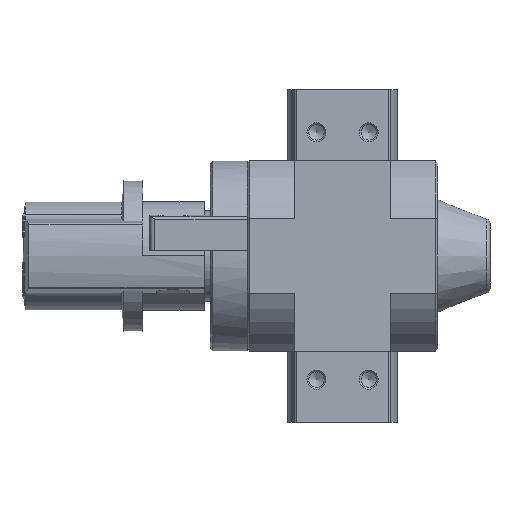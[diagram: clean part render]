
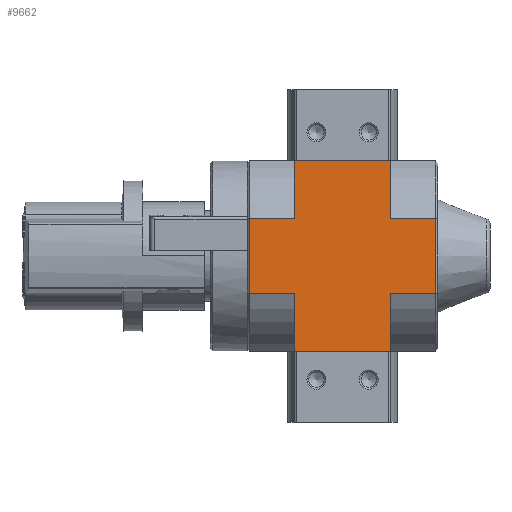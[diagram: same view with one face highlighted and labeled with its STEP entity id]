
A CAD part, left-side view. The second image highlights one B-rep face of the part: STEP entity #9662.
In plain terms, the highlighted face is planar.
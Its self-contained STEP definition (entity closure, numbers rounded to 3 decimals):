
#514=LINE('',#14126,#962);
#524=LINE('',#14182,#972);
#532=LINE('',#14197,#980);
#533=LINE('',#14200,#981);
#534=LINE('',#14202,#982);
#535=LINE('',#14203,#983);
#536=LINE('',#14205,#984);
#537=LINE('',#14207,#985);
#538=LINE('',#14209,#986);
#539=LINE('',#14211,#987);
#540=LINE('',#14212,#988);
#541=LINE('',#14214,#989);
#962=VECTOR('',#11631,1000.);
#972=VECTOR('',#11665,1000.);
#980=VECTOR('',#11675,1000.);
#981=VECTOR('',#11676,1000.);
#982=VECTOR('',#11677,1000.);
#983=VECTOR('',#11678,1000.);
#984=VECTOR('',#11679,1000.);
#985=VECTOR('',#11680,1000.);
#986=VECTOR('',#11681,1000.);
#987=VECTOR('',#11682,1000.);
#988=VECTOR('',#11683,1000.);
#989=VECTOR('',#11684,1000.);
#1771=ORIENTED_EDGE('',*,*,#3652,.T.);
#1772=ORIENTED_EDGE('',*,*,#3653,.F.);
#1773=ORIENTED_EDGE('',*,*,#3654,.T.);
#1774=ORIENTED_EDGE('',*,*,#3622,.T.);
#1775=ORIENTED_EDGE('',*,*,#3655,.F.);
#1776=ORIENTED_EDGE('',*,*,#3656,.T.);
#1777=ORIENTED_EDGE('',*,*,#3657,.F.);
#1778=ORIENTED_EDGE('',*,*,#3658,.T.);
#1779=ORIENTED_EDGE('',*,*,#3659,.F.);
#1780=ORIENTED_EDGE('',*,*,#3644,.T.);
#1781=ORIENTED_EDGE('',*,*,#3660,.T.);
#1782=ORIENTED_EDGE('',*,*,#3661,.F.);
#3622=EDGE_CURVE('',#4557,#4556,#514,.T.);
#3644=EDGE_CURVE('',#4575,#4574,#524,.T.);
#3652=EDGE_CURVE('',#4581,#4582,#532,.T.);
#3653=EDGE_CURVE('',#4583,#4582,#533,.F.);
#3654=EDGE_CURVE('',#4583,#4557,#534,.T.);
#3655=EDGE_CURVE('',#4584,#4556,#535,.T.);
#3656=EDGE_CURVE('',#4584,#4585,#536,.F.);
#3657=EDGE_CURVE('',#4586,#4585,#537,.T.);
#3658=EDGE_CURVE('',#4586,#4587,#538,.T.);
#3659=EDGE_CURVE('',#4575,#4587,#539,.T.);
#3660=EDGE_CURVE('',#4574,#4588,#540,.T.);
#3661=EDGE_CURVE('',#4581,#4588,#541,.T.);
#4556=VERTEX_POINT('',#14125);
#4557=VERTEX_POINT('',#14127);
#4574=VERTEX_POINT('',#14181);
#4575=VERTEX_POINT('',#14183);
#4581=VERTEX_POINT('',#14198);
#4582=VERTEX_POINT('',#14199);
#4583=VERTEX_POINT('',#14201);
#4584=VERTEX_POINT('',#14204);
#4585=VERTEX_POINT('',#14206);
#4586=VERTEX_POINT('',#14208);
#4587=VERTEX_POINT('',#14210);
#4588=VERTEX_POINT('',#14213);
#5560=EDGE_LOOP('',(#1771,#1772,#1773,#1774,#1775,#1776,#1777,#1778,#1779,
#1780,#1781,#1782));
#6142=FACE_BOUND('',#5560,.T.);
#6683=PLANE('',#10317);
#9662=ADVANCED_FACE('',(#6142),#6683,.T.);
#10317=AXIS2_PLACEMENT_3D('',#14196,#11673,#11674);
#11631=DIRECTION('',(0.,-1.,0.));
#11665=DIRECTION('',(0.,1.,0.));
#11673=DIRECTION('',(0.,0.,1.));
#11674=DIRECTION('',(1.,0.,0.));
#11675=DIRECTION('',(-1.,0.,0.));
#11676=DIRECTION('',(0.,-1.,0.));
#11677=DIRECTION('',(-1.,0.,0.));
#11678=DIRECTION('',(-1.,0.,0.));
#11679=DIRECTION('',(0.,1.,0.));
#11680=DIRECTION('',(-1.,0.,0.));
#11681=DIRECTION('',(0.,1.,0.));
#11682=DIRECTION('',(-1.,0.,0.));
#11683=DIRECTION('',(-1.,0.,0.));
#11684=DIRECTION('',(0.,-1.,0.));
#14125=CARTESIAN_POINT('',(-20.,-10.,20.));
#14126=CARTESIAN_POINT('',(-20.,19.5,20.));
#14127=CARTESIAN_POINT('',(-20.,10.,20.));
#14181=CARTESIAN_POINT('',(20.,10.,20.));
#14182=CARTESIAN_POINT('',(20.,-19.5,20.));
#14183=CARTESIAN_POINT('',(20.,-10.,20.));
#14196=CARTESIAN_POINT('',(0.,0.,20.));
#14197=CARTESIAN_POINT('',(33.,19.5,20.));
#14198=CARTESIAN_POINT('',(7.89,19.5,20.));
#14199=CARTESIAN_POINT('',(-7.89,19.5,20.));
#14200=CARTESIAN_POINT('',(-7.89,27.,20.));
#14201=CARTESIAN_POINT('',(-7.89,10.,20.));
#14202=CARTESIAN_POINT('',(0.,10.,20.));
#14203=CARTESIAN_POINT('',(0.,-10.,20.));
#14204=CARTESIAN_POINT('',(-7.89,-10.,20.));
#14205=CARTESIAN_POINT('',(-7.89,-27.,20.));
#14206=CARTESIAN_POINT('',(-7.89,-19.5,20.));
#14207=CARTESIAN_POINT('',(33.,-19.5,20.));
#14208=CARTESIAN_POINT('',(7.89,-19.5,20.));
#14209=CARTESIAN_POINT('',(7.89,-27.,20.));
#14210=CARTESIAN_POINT('',(7.89,-10.,20.));
#14211=CARTESIAN_POINT('',(0.,-10.,20.));
#14212=CARTESIAN_POINT('',(0.,10.,20.));
#14213=CARTESIAN_POINT('',(7.89,10.,20.));
#14214=CARTESIAN_POINT('',(7.89,27.,20.));
